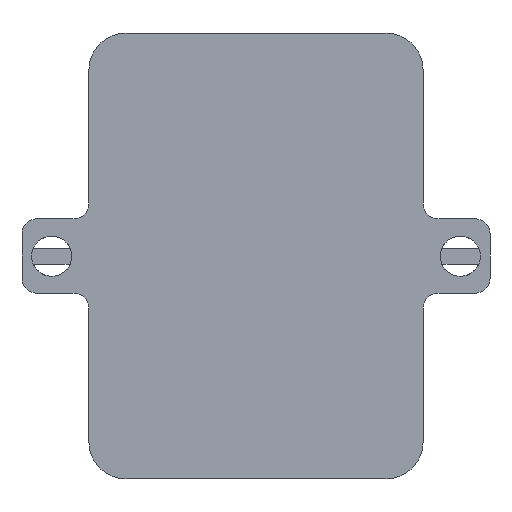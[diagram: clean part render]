
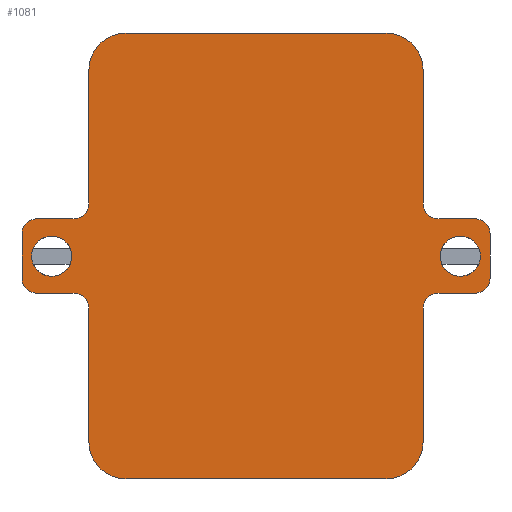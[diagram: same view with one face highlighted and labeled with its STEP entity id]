
A CAD part, front view. The second image highlights one B-rep face of the part: STEP entity #1081.
In plain terms, the highlighted planar face has unit normal (0, -1, 0).
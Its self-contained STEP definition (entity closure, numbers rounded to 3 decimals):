
#22=FACE_BOUND('',#156,.T.);
#23=FACE_BOUND('',#157,.T.);
#44=PLANE('',#1196);
#94=FACE_OUTER_BOUND('',#155,.T.);
#155=EDGE_LOOP('',(#901,#902,#903,#904,#905,#906,#907,#908,#909,#910,#911,
#912,#913,#914,#915,#916,#917,#918,#919,#920,#921,#922,#923,#924));
#156=EDGE_LOOP('',(#925));
#157=EDGE_LOOP('',(#926));
#183=LINE('',#1559,#294);
#210=LINE('',#1645,#321);
#213=LINE('',#1653,#324);
#216=LINE('',#1662,#327);
#220=LINE('',#1671,#331);
#224=LINE('',#1683,#335);
#227=LINE('',#1691,#338);
#230=LINE('',#1700,#341);
#234=LINE('',#1712,#345);
#251=LINE('',#1764,#362);
#252=LINE('',#1766,#363);
#253=LINE('',#1768,#364);
#294=VECTOR('',#1241,10.);
#321=VECTOR('',#1306,10.);
#324=VECTOR('',#1315,10.);
#327=VECTOR('',#1324,10.);
#331=VECTOR('',#1334,10.);
#335=VECTOR('',#1348,10.);
#338=VECTOR('',#1357,10.);
#341=VECTOR('',#1366,10.);
#345=VECTOR('',#1380,10.);
#362=VECTOR('',#1439,10.);
#363=VECTOR('',#1442,10.);
#364=VECTOR('',#1445,10.);
#401=CIRCLE('',#1126,5.);
#418=CIRCLE('',#1146,5.);
#419=CIRCLE('',#1149,5.);
#420=CIRCLE('',#1152,5.);
#421=CIRCLE('',#1155,2.);
#422=CIRCLE('',#1158,2.);
#423=CIRCLE('',#1160,2.);
#424=CIRCLE('',#1163,2.);
#425=CIRCLE('',#1166,2.);
#426=CIRCLE('',#1169,2.);
#427=CIRCLE('',#1171,2.);
#428=CIRCLE('',#1174,2.);
#432=CIRCLE('',#1182,2.7);
#436=CIRCLE('',#1190,2.7);
#448=VERTEX_POINT('',#1546);
#449=VERTEX_POINT('',#1547);
#453=VERTEX_POINT('',#1557);
#491=VERTEX_POINT('',#1637);
#492=VERTEX_POINT('',#1638);
#493=VERTEX_POINT('',#1643);
#494=VERTEX_POINT('',#1647);
#495=VERTEX_POINT('',#1651);
#496=VERTEX_POINT('',#1655);
#497=VERTEX_POINT('',#1656);
#498=VERTEX_POINT('',#1661);
#499=VERTEX_POINT('',#1665);
#500=VERTEX_POINT('',#1669);
#501=VERTEX_POINT('',#1673);
#502=VERTEX_POINT('',#1677);
#503=VERTEX_POINT('',#1681);
#504=VERTEX_POINT('',#1685);
#505=VERTEX_POINT('',#1687);
#506=VERTEX_POINT('',#1693);
#507=VERTEX_POINT('',#1694);
#508=VERTEX_POINT('',#1699);
#509=VERTEX_POINT('',#1705);
#510=VERTEX_POINT('',#1706);
#511=VERTEX_POINT('',#1711);
#517=VERTEX_POINT('',#1734);
#523=VERTEX_POINT('',#1755);
#554=EDGE_CURVE('',#448,#449,#401,.T.);
#560=EDGE_CURVE('',#448,#453,#183,.T.);
#599=EDGE_CURVE('',#491,#492,#418,.T.);
#603=EDGE_CURVE('',#491,#493,#210,.T.);
#604=EDGE_CURVE('',#494,#493,#419,.T.);
#607=EDGE_CURVE('',#494,#495,#213,.T.);
#608=EDGE_CURVE('',#496,#497,#420,.T.);
#611=EDGE_CURVE('',#498,#497,#216,.T.);
#614=EDGE_CURVE('',#499,#495,#421,.T.);
#616=EDGE_CURVE('',#499,#500,#220,.T.);
#617=EDGE_CURVE('',#498,#501,#422,.T.);
#620=EDGE_CURVE('',#502,#453,#423,.T.);
#622=EDGE_CURVE('',#502,#503,#224,.T.);
#624=EDGE_CURVE('',#504,#505,#424,.T.);
#626=EDGE_CURVE('',#504,#492,#227,.T.);
#627=EDGE_CURVE('',#506,#507,#425,.T.);
#630=EDGE_CURVE('',#508,#507,#230,.T.);
#632=EDGE_CURVE('',#508,#503,#426,.T.);
#633=EDGE_CURVE('',#509,#510,#427,.T.);
#636=EDGE_CURVE('',#511,#510,#234,.T.);
#638=EDGE_CURVE('',#511,#500,#428,.T.);
#648=EDGE_CURVE('',#517,#517,#432,.T.);
#659=EDGE_CURVE('',#523,#523,#436,.T.);
#663=EDGE_CURVE('',#509,#501,#251,.T.);
#664=EDGE_CURVE('',#506,#505,#252,.T.);
#665=EDGE_CURVE('',#496,#449,#253,.T.);
#901=ORIENTED_EDGE('',*,*,#554,.F.);
#902=ORIENTED_EDGE('',*,*,#560,.T.);
#903=ORIENTED_EDGE('',*,*,#620,.F.);
#904=ORIENTED_EDGE('',*,*,#622,.T.);
#905=ORIENTED_EDGE('',*,*,#632,.F.);
#906=ORIENTED_EDGE('',*,*,#630,.T.);
#907=ORIENTED_EDGE('',*,*,#627,.F.);
#908=ORIENTED_EDGE('',*,*,#664,.T.);
#909=ORIENTED_EDGE('',*,*,#624,.F.);
#910=ORIENTED_EDGE('',*,*,#626,.T.);
#911=ORIENTED_EDGE('',*,*,#599,.F.);
#912=ORIENTED_EDGE('',*,*,#603,.T.);
#913=ORIENTED_EDGE('',*,*,#604,.F.);
#914=ORIENTED_EDGE('',*,*,#607,.T.);
#915=ORIENTED_EDGE('',*,*,#614,.F.);
#916=ORIENTED_EDGE('',*,*,#616,.T.);
#917=ORIENTED_EDGE('',*,*,#638,.F.);
#918=ORIENTED_EDGE('',*,*,#636,.T.);
#919=ORIENTED_EDGE('',*,*,#633,.F.);
#920=ORIENTED_EDGE('',*,*,#663,.T.);
#921=ORIENTED_EDGE('',*,*,#617,.F.);
#922=ORIENTED_EDGE('',*,*,#611,.T.);
#923=ORIENTED_EDGE('',*,*,#608,.F.);
#924=ORIENTED_EDGE('',*,*,#665,.T.);
#925=ORIENTED_EDGE('',*,*,#648,.T.);
#926=ORIENTED_EDGE('',*,*,#659,.T.);
#1081=ADVANCED_FACE('',(#94,#22,#23),#44,.T.);
#1126=AXIS2_PLACEMENT_3D('',#1548,#1231,#1232);
#1146=AXIS2_PLACEMENT_3D('',#1639,#1299,#1300);
#1149=AXIS2_PLACEMENT_3D('',#1648,#1309,#1310);
#1152=AXIS2_PLACEMENT_3D('',#1657,#1318,#1319);
#1155=AXIS2_PLACEMENT_3D('',#1667,#1329,#1330);
#1158=AXIS2_PLACEMENT_3D('',#1674,#1337,#1338);
#1160=AXIS2_PLACEMENT_3D('',#1679,#1343,#1344);
#1163=AXIS2_PLACEMENT_3D('',#1688,#1352,#1353);
#1166=AXIS2_PLACEMENT_3D('',#1695,#1360,#1361);
#1169=AXIS2_PLACEMENT_3D('',#1703,#1370,#1371);
#1171=AXIS2_PLACEMENT_3D('',#1707,#1374,#1375);
#1174=AXIS2_PLACEMENT_3D('',#1715,#1384,#1385);
#1182=AXIS2_PLACEMENT_3D('',#1735,#1406,#1407);
#1190=AXIS2_PLACEMENT_3D('',#1756,#1429,#1430);
#1196=AXIS2_PLACEMENT_3D('',#1769,#1446,#1447);
#1231=DIRECTION('center_axis',(0.,1.,0.));
#1232=DIRECTION('ref_axis',(0.707,0.,-0.707));
#1241=DIRECTION('',(0.,0.,1.));
#1299=DIRECTION('center_axis',(0.,1.,0.));
#1300=DIRECTION('ref_axis',(0.707,0.,0.707));
#1306=DIRECTION('',(-1.,0.,0.));
#1309=DIRECTION('center_axis',(0.,1.,0.));
#1310=DIRECTION('ref_axis',(-0.707,0.,0.707));
#1315=DIRECTION('',(0.,0.,-1.));
#1318=DIRECTION('center_axis',(0.,1.,0.));
#1319=DIRECTION('ref_axis',(-0.707,0.,-0.707));
#1324=DIRECTION('',(0.,0.,-1.));
#1329=DIRECTION('center_axis',(0.,-1.,0.));
#1330=DIRECTION('ref_axis',(0.707,0.,-0.707));
#1334=DIRECTION('',(-1.,0.,0.));
#1337=DIRECTION('center_axis',(0.,-1.,0.));
#1338=DIRECTION('ref_axis',(0.707,0.,0.707));
#1343=DIRECTION('center_axis',(0.,-1.,0.));
#1344=DIRECTION('ref_axis',(-0.707,0.,0.707));
#1348=DIRECTION('',(1.,0.,0.));
#1352=DIRECTION('center_axis',(0.,-1.,0.));
#1353=DIRECTION('ref_axis',(-0.707,0.,-0.707));
#1357=DIRECTION('',(0.,0.,1.));
#1360=DIRECTION('center_axis',(0.,1.,0.));
#1361=DIRECTION('ref_axis',(0.707,0.,0.707));
#1366=DIRECTION('',(0.,0.,1.));
#1370=DIRECTION('center_axis',(0.,1.,0.));
#1371=DIRECTION('ref_axis',(0.707,0.,-0.707));
#1374=DIRECTION('center_axis',(0.,1.,0.));
#1375=DIRECTION('ref_axis',(-0.707,0.,-0.707));
#1380=DIRECTION('',(0.,0.,-1.));
#1384=DIRECTION('center_axis',(0.,1.,0.));
#1385=DIRECTION('ref_axis',(-0.707,0.,0.707));
#1406=DIRECTION('center_axis',(0.,1.,0.));
#1407=DIRECTION('ref_axis',(-1.,0.,0.));
#1429=DIRECTION('center_axis',(0.,1.,0.));
#1430=DIRECTION('ref_axis',(1.,0.,0.));
#1439=DIRECTION('',(1.,0.,0.));
#1442=DIRECTION('',(-1.,0.,0.));
#1445=DIRECTION('',(1.,0.,0.));
#1446=DIRECTION('center_axis',(0.,-1.,0.));
#1447=DIRECTION('ref_axis',(0.,0.,-1.));
#1546=CARTESIAN_POINT('',(0.,-3.,-55.));
#1547=CARTESIAN_POINT('',(-5.,-3.,-60.));
#1548=CARTESIAN_POINT('Origin',(-5.,-3.,-55.));
#1557=CARTESIAN_POINT('',(0.,-3.,-37.));
#1559=CARTESIAN_POINT('',(0.,-3.,0.));
#1637=CARTESIAN_POINT('',(-5.,-3.,0.));
#1638=CARTESIAN_POINT('',(0.,-3.,-5.));
#1639=CARTESIAN_POINT('Origin',(-5.,-3.,-5.));
#1643=CARTESIAN_POINT('',(-40.,-3.,0.));
#1645=CARTESIAN_POINT('',(-45.,-3.,0.));
#1647=CARTESIAN_POINT('',(-45.,-3.,-5.));
#1648=CARTESIAN_POINT('Origin',(-40.,-3.,-5.));
#1651=CARTESIAN_POINT('',(-45.,-3.,-23.));
#1653=CARTESIAN_POINT('',(-45.,-3.,-60.));
#1655=CARTESIAN_POINT('',(-40.,-3.,-60.));
#1656=CARTESIAN_POINT('',(-45.,-3.,-55.));
#1657=CARTESIAN_POINT('Origin',(-40.,-3.,-55.));
#1661=CARTESIAN_POINT('',(-45.,-3.,-37.));
#1662=CARTESIAN_POINT('',(-45.,-3.,-60.));
#1665=CARTESIAN_POINT('',(-47.,-3.,-25.));
#1667=CARTESIAN_POINT('Origin',(-47.,-3.,-23.));
#1669=CARTESIAN_POINT('',(-52.,-3.,-25.));
#1671=CARTESIAN_POINT('',(-54.,-3.,-25.));
#1673=CARTESIAN_POINT('',(-47.,-3.,-35.));
#1674=CARTESIAN_POINT('Origin',(-47.,-3.,-37.));
#1677=CARTESIAN_POINT('',(2.,-3.,-35.));
#1679=CARTESIAN_POINT('Origin',(2.,-3.,-37.));
#1681=CARTESIAN_POINT('',(7.,-3.,-35.));
#1683=CARTESIAN_POINT('',(9.,-3.,-35.));
#1685=CARTESIAN_POINT('',(0.,-3.,-23.));
#1687=CARTESIAN_POINT('',(2.,-3.,-25.));
#1688=CARTESIAN_POINT('Origin',(2.,-3.,-23.));
#1691=CARTESIAN_POINT('',(0.,-3.,0.));
#1693=CARTESIAN_POINT('',(7.,-3.,-25.));
#1694=CARTESIAN_POINT('',(9.,-3.,-27.));
#1695=CARTESIAN_POINT('Origin',(7.,-3.,-27.));
#1699=CARTESIAN_POINT('',(9.,-3.,-33.));
#1700=CARTESIAN_POINT('',(9.,-3.,-25.));
#1703=CARTESIAN_POINT('Origin',(7.,-3.,-33.));
#1705=CARTESIAN_POINT('',(-52.,-3.,-35.));
#1706=CARTESIAN_POINT('',(-54.,-3.,-33.));
#1707=CARTESIAN_POINT('Origin',(-52.,-3.,-33.));
#1711=CARTESIAN_POINT('',(-54.,-3.,-27.));
#1712=CARTESIAN_POINT('',(-54.,-3.,-35.));
#1715=CARTESIAN_POINT('Origin',(-52.,-3.,-27.));
#1734=CARTESIAN_POINT('',(-47.3,-3.,-30.025));
#1735=CARTESIAN_POINT('Origin',(-50.,-3.,-30.025));
#1755=CARTESIAN_POINT('',(2.3,-3.,-30.025));
#1756=CARTESIAN_POINT('Origin',(5.,-3.,-30.025));
#1764=CARTESIAN_POINT('',(-45.,-3.,-35.));
#1766=CARTESIAN_POINT('',(0.,-3.,-25.));
#1768=CARTESIAN_POINT('',(0.,-3.,-60.));
#1769=CARTESIAN_POINT('Origin',(-22.5,-3.,-30.));
